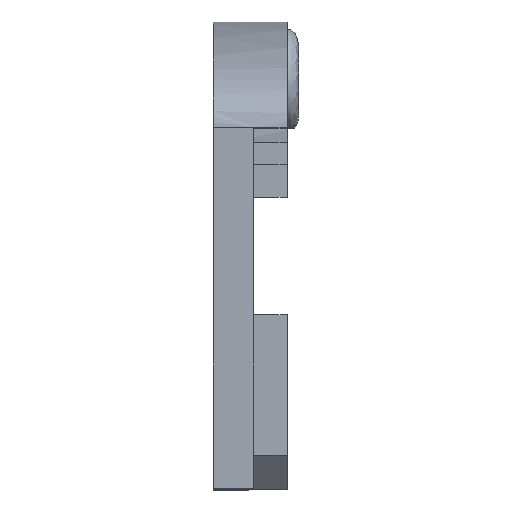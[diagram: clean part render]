
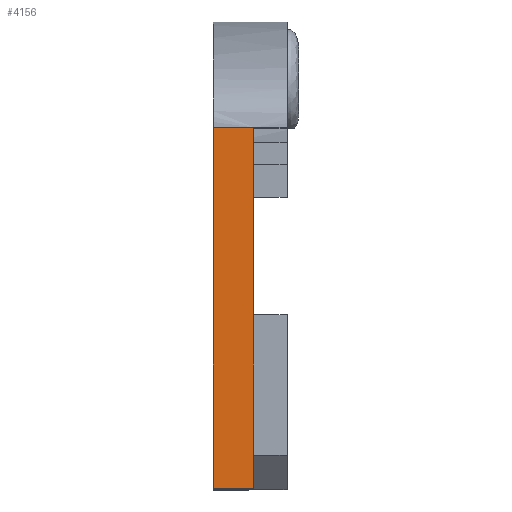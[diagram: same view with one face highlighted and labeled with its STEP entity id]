
A CAD part, top view. The second image highlights one B-rep face of the part: STEP entity #4156.
In plain terms, the highlighted planar face has unit normal (0, 0, 1).
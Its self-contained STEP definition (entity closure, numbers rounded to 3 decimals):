
#404=FACE_OUTER_BOUND('',#657,.T.);
#657=EDGE_LOOP('',(#3108,#3109,#3110,#3111));
#974=LINE('',#5647,#1389);
#1020=LINE('',#6175,#1435);
#1027=LINE('',#6203,#1442);
#1028=LINE('',#6204,#1443);
#1389=VECTOR('',#4765,10.);
#1435=VECTOR('',#4815,10.);
#1442=VECTOR('',#4828,10.);
#1443=VECTOR('',#4829,10.);
#1779=VERTEX_POINT('',#5644);
#1780=VERTEX_POINT('',#5646);
#1898=VERTEX_POINT('',#6174);
#1906=VERTEX_POINT('',#6202);
#2236=EDGE_CURVE('',#1779,#1780,#974,.T.);
#2356=EDGE_CURVE('',#1898,#1780,#1020,.T.);
#2366=EDGE_CURVE('',#1906,#1779,#1027,.T.);
#2367=EDGE_CURVE('',#1898,#1906,#1028,.T.);
#3108=ORIENTED_EDGE('',*,*,#2356,.T.);
#3109=ORIENTED_EDGE('',*,*,#2236,.F.);
#3110=ORIENTED_EDGE('',*,*,#2366,.F.);
#3111=ORIENTED_EDGE('',*,*,#2367,.F.);
#4019=PLANE('',#4412);
#4156=ADVANCED_FACE('',(#404),#4019,.T.);
#4412=AXIS2_PLACEMENT_3D('',#6201,#4826,#4827);
#4765=DIRECTION('',(0.,1.,0.));
#4815=DIRECTION('',(-1.,0.,0.));
#4826=DIRECTION('center_axis',(0.,0.,
1.));
#4827=DIRECTION('ref_axis',(1.,0.,0.));
#4828=DIRECTION('',(-1.,0.,0.));
#4829=DIRECTION('',(0.,-1.,0.));
#5644=CARTESIAN_POINT('',(-2.65,-19.63,48.646));
#5646=CARTESIAN_POINT('',(-2.65,11.287,48.646));
#5647=CARTESIAN_POINT('',(-2.65,10.37,48.646));
#6174=CARTESIAN_POINT('',(0.823,11.287,48.646));
#6175=CARTESIAN_POINT('',(3.67,11.287,48.646));
#6201=CARTESIAN_POINT('Origin',(0.51,0.37,48.646));
#6202=CARTESIAN_POINT('',(0.823,-19.63,48.646));
#6203=CARTESIAN_POINT('',(-1.07,-19.63,48.646));
#6204=CARTESIAN_POINT('',(0.823,-9.63,48.646));
